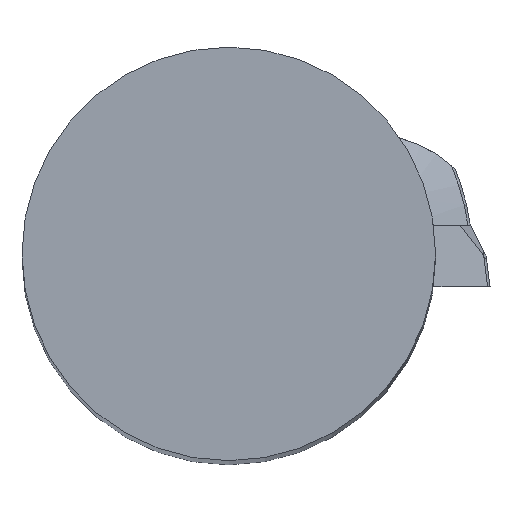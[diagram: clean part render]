
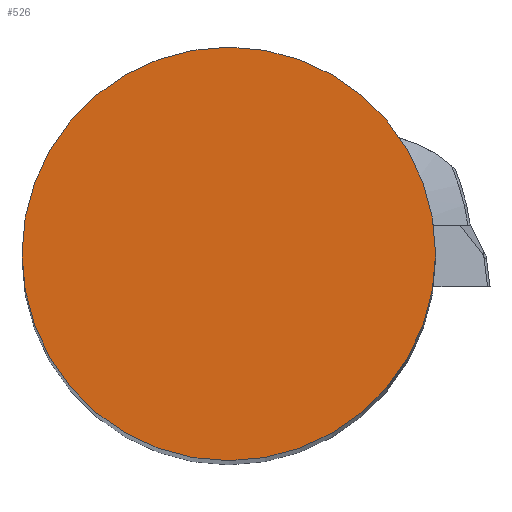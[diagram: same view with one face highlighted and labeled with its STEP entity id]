
A CAD part, top view. The second image highlights one B-rep face of the part: STEP entity #526.
In plain terms, the highlighted planar face has unit normal (0, 0, 1).
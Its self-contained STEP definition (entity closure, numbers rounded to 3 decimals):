
#298=EDGE_CURVE('240[2]',#808,#808,#809,.T.);
#526=ADVANCED_FACE('240[2]',(#1127),#1128,.T.);
#808=VERTEX_POINT('NONE',#1494);
#809=CIRCLE('',#1495,5.);
#1127=FACE_OUTER_BOUND('',#2065,.T.);
#1128=PLANE('',#2066);
#1494=CARTESIAN_POINT('',(5.,0.,0.0));
#1495=AXIS2_PLACEMENT_3D('',#2578,#2579,#2580);
#2065=EDGE_LOOP('',(#2947));
#2066=AXIS2_PLACEMENT_3D('',#2948,#2949,#2950);
#2578=CARTESIAN_POINT('',(0.,0.0,0.0));
#2579=DIRECTION('',(0.,0.,-1.0));
#2580=DIRECTION('',(-1.0,0.,0.));
#2947=ORIENTED_EDGE('',*,*,#298,.F.);
#2948=CARTESIAN_POINT('',(-3.,0.,0.0));
#2949=DIRECTION('',(0.,0.,1.0));
#2950=DIRECTION('',(1.0,0.,0.));
